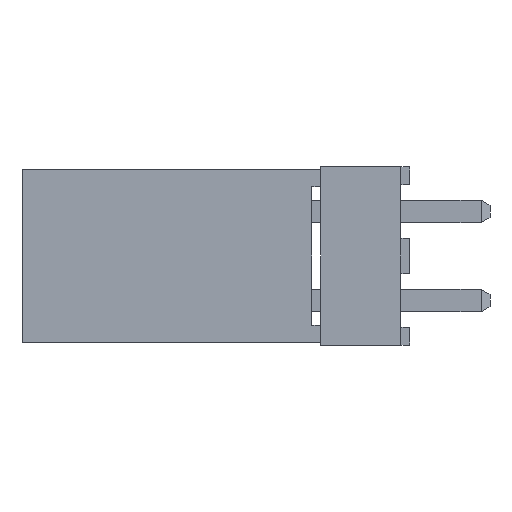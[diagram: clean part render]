
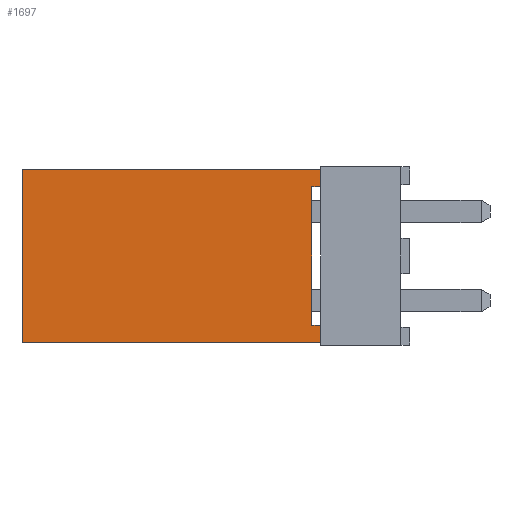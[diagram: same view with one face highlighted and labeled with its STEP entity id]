
A CAD part, left-side view. The second image highlights one B-rep face of the part: STEP entity #1697.
In plain terms, the highlighted planar face has unit normal (-1, 0, 0).
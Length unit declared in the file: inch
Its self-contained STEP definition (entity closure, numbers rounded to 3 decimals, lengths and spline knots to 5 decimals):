
#1697 = ADVANCED_FACE( '', ( #3877 ), #3878, .F. );
#3877 = FACE_OUTER_BOUND( '', #6557, .T. );
#3878 = PLANE( '', #6558 );
#6557 = EDGE_LOOP( '', ( #11344, #11345, #11346, #11347, #11348, #11349, #11350, #11351 ) );
#6558 = AXIS2_PLACEMENT_3D( '', #11352, #11353, #11354 );
#11344 = ORIENTED_EDGE( '', *, *, #17800, .T. );
#11345 = ORIENTED_EDGE( '', *, *, #17779, .T. );
#11346 = ORIENTED_EDGE( '', *, *, #16498, .F. );
#11347 = ORIENTED_EDGE( '', *, *, #17107, .F. );
#11348 = ORIENTED_EDGE( '', *, *, #17801, .T. );
#11349 = ORIENTED_EDGE( '', *, *, #17791, .T. );
#11350 = ORIENTED_EDGE( '', *, *, #17802, .T. );
#11351 = ORIENTED_EDGE( '', *, *, #17803, .T. );
#11352 = CARTESIAN_POINT( '', ( 0., 0.335, -0.0975 ) );
#11353 = DIRECTION( '', ( 1., 0., 0. ) );
#11354 = DIRECTION( '', ( 0., 0., -1. ) );
#16498 = EDGE_CURVE( '', #19978, #19980, #19981, .T. );
#17107 = EDGE_CURVE( '', #21008, #19978, #21010, .T. );
#17779 = EDGE_CURVE( '', #22027, #19980, #22028, .T. );
#17791 = EDGE_CURVE( '', #22045, #22043, #22046, .T. );
#17800 = EDGE_CURVE( '', #22060, #22027, #22061, .T. );
#17801 = EDGE_CURVE( '', #21008, #22045, #22062, .T. );
#17802 = EDGE_CURVE( '', #22043, #22063, #22064, .T. );
#17803 = EDGE_CURVE( '', #22063, #22060, #22065, .T. );
#19978 = VERTEX_POINT( '', #24944 );
#19980 = VERTEX_POINT( '', #24947 );
#19981 = LINE( '', #24948, #24949 );
#21008 = VERTEX_POINT( '', #26468 );
#21010 = LINE( '', #26471, #26472 );
#22027 = VERTEX_POINT( '', #27988 );
#22028 = LINE( '', #27989, #27990 );
#22043 = VERTEX_POINT( '', #28011 );
#22045 = VERTEX_POINT( '', #28014 );
#22046 = LINE( '', #28015, #28016 );
#22060 = VERTEX_POINT( '', #28036 );
#22061 = LINE( '', #28037, #28038 );
#22062 = LINE( '', #28039, #28040 );
#22063 = VERTEX_POINT( '', #28041 );
#22064 = LINE( '', #28042, #28043 );
#22065 = LINE( '', #28044, #28045 );
#24944 = CARTESIAN_POINT( '', ( 0., 0.335, 0.0975 ) );
#24947 = CARTESIAN_POINT( '', ( 0., 0., 0.0975 ) );
#24948 = CARTESIAN_POINT( '', ( 0., 0.335, 0.0975 ) );
#24949 = VECTOR( '', #30901, 39.37008 );
#26468 = CARTESIAN_POINT( '', ( 0., 0.335, -0.0975 ) );
#26471 = CARTESIAN_POINT( '', ( 0., 0.335, -0.0975 ) );
#26472 = VECTOR( '', #31413, 39.37008 );
#27988 = CARTESIAN_POINT( '', ( 0., 0., 0.0775 ) );
#27989 = CARTESIAN_POINT( '', ( 0., 0., -0.0975 ) );
#27990 = VECTOR( '', #31943, 39.37008 );
#28011 = CARTESIAN_POINT( '', ( 0., 0., -0.0775 ) );
#28014 = CARTESIAN_POINT( '', ( 0., 0., -0.0975 ) );
#28015 = CARTESIAN_POINT( '', ( 0., 0., -0.0975 ) );
#28016 = VECTOR( '', #31951, 39.37008 );
#28036 = CARTESIAN_POINT( '', ( 0., 0.01, 0.0775 ) );
#28037 = CARTESIAN_POINT( '', ( 0., 0.01, 0.0775 ) );
#28038 = VECTOR( '', #31958, 39.37008 );
#28039 = CARTESIAN_POINT( '', ( 0., 0.335, -0.0975 ) );
#28040 = VECTOR( '', #31959, 39.37008 );
#28041 = CARTESIAN_POINT( '', ( 0., 0.01, -0.0775 ) );
#28042 = CARTESIAN_POINT( '', ( 0., 0., -0.0775 ) );
#28043 = VECTOR( '', #31960, 39.37008 );
#28044 = CARTESIAN_POINT( '', ( 0., 0.01, -0.0775 ) );
#28045 = VECTOR( '', #31961, 39.37008 );
#30901 = DIRECTION( '', ( 0., -1., 0. ) );
#31413 = DIRECTION( '', ( 0., 0., 1. ) );
#31943 = DIRECTION( '', ( 0., 0., 1. ) );
#31951 = DIRECTION( '', ( 0., 0., 1. ) );
#31958 = DIRECTION( '', ( 0., -1., 0. ) );
#31959 = DIRECTION( '', ( 0., -1., 0. ) );
#31960 = DIRECTION( '', ( 0., 1., 0. ) );
#31961 = DIRECTION( '', ( 0., 0., 1. ) );
